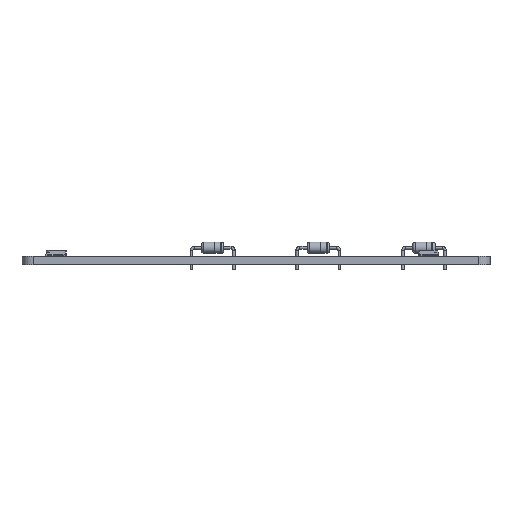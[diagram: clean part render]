
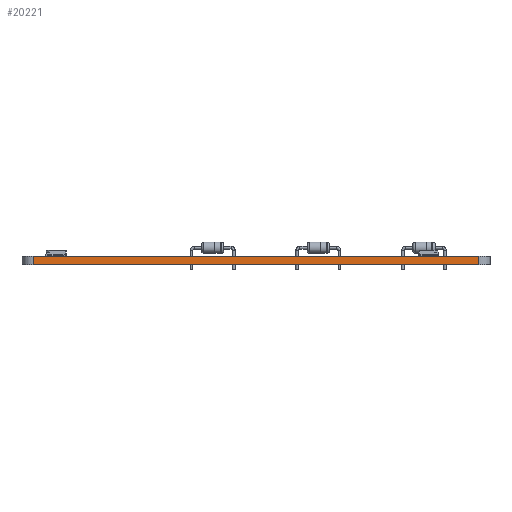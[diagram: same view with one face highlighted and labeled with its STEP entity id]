
A CAD part, left-side view. The second image highlights one B-rep face of the part: STEP entity #20221.
In plain terms, the highlighted planar face has unit normal (-1, 0, 0).
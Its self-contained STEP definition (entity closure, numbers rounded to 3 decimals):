
#16984 = VERTEX_POINT('',#16985);
#16985 = CARTESIAN_POINT('',(75.033,-36.68,0.));
#16992 = EDGE_CURVE('',#16993,#16984,#16995,.T.);
#16993 = VERTEX_POINT('',#16994);
#16994 = CARTESIAN_POINT('',(75.033,-117.063,0.));
#16995 = LINE('',#16996,#16997);
#16996 = CARTESIAN_POINT('',(75.033,-117.063,0.));
#16997 = VECTOR('',#16998,1.);
#16998 = DIRECTION('',(0.,1.,0.));
#18589 = VERTEX_POINT('',#18590);
#18590 = CARTESIAN_POINT('',(75.033,-36.68,1.51));
#18597 = EDGE_CURVE('',#18598,#18589,#18600,.T.);
#18598 = VERTEX_POINT('',#18599);
#18599 = CARTESIAN_POINT('',(75.033,-117.063,1.51));
#18600 = LINE('',#18601,#18602);
#18601 = CARTESIAN_POINT('',(75.033,-117.063,1.51));
#18602 = VECTOR('',#18603,1.);
#18603 = DIRECTION('',(0.,1.,0.));
#20191 = EDGE_CURVE('',#16984,#18589,#20192,.T.);
#20192 = LINE('',#20193,#20194);
#20193 = CARTESIAN_POINT('',(75.033,-36.68,0.));
#20194 = VECTOR('',#20195,1.);
#20195 = DIRECTION('',(0.,0.,1.));
#20221 = ADVANCED_FACE('',(#20222),#20233,.T.);
#20222 = FACE_BOUND('',#20223,.T.);
#20223 = EDGE_LOOP('',(#20224,#20230,#20231,#20232));
#20224 = ORIENTED_EDGE('',*,*,#20225,.T.);
#20225 = EDGE_CURVE('',#16993,#18598,#20226,.T.);
#20226 = LINE('',#20227,#20228);
#20227 = CARTESIAN_POINT('',(75.033,-117.063,0.));
#20228 = VECTOR('',#20229,1.);
#20229 = DIRECTION('',(0.,0.,1.));
#20230 = ORIENTED_EDGE('',*,*,#18597,.T.);
#20231 = ORIENTED_EDGE('',*,*,#20191,.F.);
#20232 = ORIENTED_EDGE('',*,*,#16992,.F.);
#20233 = PLANE('',#20234);
#20234 = AXIS2_PLACEMENT_3D('',#20235,#20236,#20237);
#20235 = CARTESIAN_POINT('',(75.033,-117.063,0.));
#20236 = DIRECTION('',(-1.,0.,0.));
#20237 = DIRECTION('',(0.,1.,0.));
